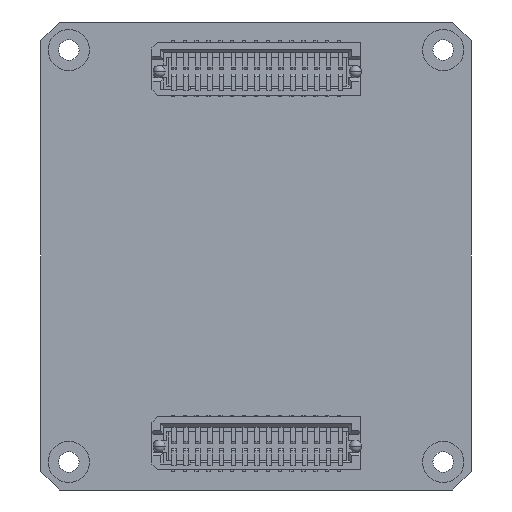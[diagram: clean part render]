
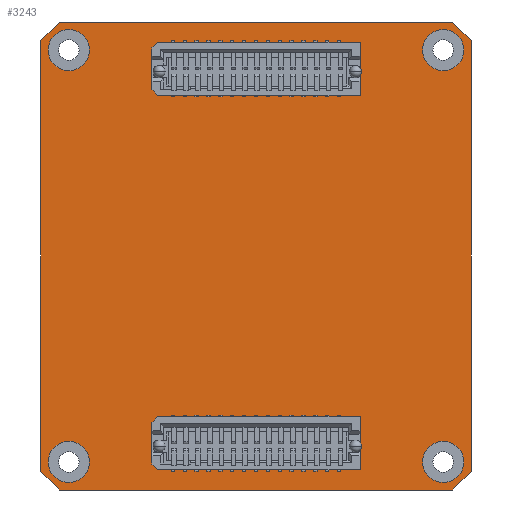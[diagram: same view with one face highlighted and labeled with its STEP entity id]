
A CAD part, front view. The second image highlights one B-rep face of the part: STEP entity #3243.
In plain terms, the highlighted planar face has unit normal (0, -1, 0).
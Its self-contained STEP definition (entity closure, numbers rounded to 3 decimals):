
#57 = VERTEX_POINT ( 'NONE', #34984 ) ;
#313 = CARTESIAN_POINT ( 'NONE',  ( -13.845, 16.012, 0. ) ) ;
#505 = CIRCLE ( 'NONE', #36546, 2.2 ) ;
#708 = VERTEX_POINT ( 'NONE', #26777 ) ;
#764 = EDGE_CURVE ( 'NONE', #708, #17133, #9390, .T. ) ;
#829 = VECTOR ( 'NONE', #10308, 1000. ) ;
#1048 = CIRCLE ( 'NONE', #6478, 2.2 ) ;
#1289 = FACE_BOUND ( 'NONE', #23827, .T. ) ;
#1590 = CARTESIAN_POINT ( 'NONE',  ( -10.845, 16.012, 14.979 ) ) ;
#1609 = CARTESIAN_POINT ( 'NONE',  ( 29.155, 16.012, 56.779 ) ) ;
#1879 = DIRECTION ( 'NONE',  ( 0., 1., 0. ) ) ;
#1948 = EDGE_CURVE ( 'NONE', #35140, #17195, #25362, .T. ) ;
#1959 = EDGE_LOOP ( 'NONE', ( #26246, #9901 ) ) ;
#2399 = EDGE_CURVE ( 'NONE', #35662, #18317, #505, .T. ) ;
#2662 = VERTEX_POINT ( 'NONE', #21787 ) ;
#3243 = ADVANCED_FACE ( 'NONE', ( #35220, #29042, #33030, #1289, #18244 ), #25234, .F. ) ;
#3293 = VECTOR ( 'NONE', #32401, 1000. ) ;
#3745 = CARTESIAN_POINT ( 'NONE',  ( 29.155, 16.012, 14.979 ) ) ;
#4449 = LINE ( 'NONE', #24428, #829 ) ;
#4655 = CARTESIAN_POINT ( 'NONE',  ( -13.845, 16.012, 13.979 ) ) ;
#4692 = EDGE_LOOP ( 'NONE', ( #35943, #6404 ) ) ;
#5070 = ORIENTED_EDGE ( 'NONE', *, *, #764, .T. ) ;
#5279 = LINE ( 'NONE', #313, #16249 ) ;
#5497 = EDGE_CURVE ( 'NONE', #17133, #708, #12384, .T. ) ;
#5813 = ORIENTED_EDGE ( 'NONE', *, *, #15617, .T. ) ;
#6060 = EDGE_CURVE ( 'NONE', #20468, #36268, #30265, .T. ) ;
#6263 = AXIS2_PLACEMENT_3D ( 'NONE', #1590, #18849, #7993 ) ;
#6352 = CIRCLE ( 'NONE', #23608, 2.2 ) ;
#6404 = ORIENTED_EDGE ( 'NONE', *, *, #2399, .T. ) ;
#6478 = AXIS2_PLACEMENT_3D ( 'NONE', #6839, #33049, #30357 ) ;
#6839 = CARTESIAN_POINT ( 'NONE',  ( -10.845, 16.012, 58.979 ) ) ;
#6957 = EDGE_CURVE ( 'NONE', #36468, #35611, #5279, .T. ) ;
#7724 = EDGE_CURVE ( 'NONE', #21970, #37872, #35946, .T. ) ;
#7993 = DIRECTION ( 'NONE',  ( 0., 0., 1. ) ) ;
#8485 = DIRECTION ( 'NONE',  ( 0., 0., 1. ) ) ;
#8539 = EDGE_CURVE ( 'NONE', #35611, #2662, #30767, .T. ) ;
#8876 = EDGE_CURVE ( 'NONE', #20468, #37872, #24290, .T. ) ;
#9390 = CIRCLE ( 'NONE', #6263, 2.2 ) ;
#9839 = CIRCLE ( 'NONE', #32709, 2.2 ) ;
#9901 = ORIENTED_EDGE ( 'NONE', *, *, #1948, .T. ) ;
#10157 = CARTESIAN_POINT ( 'NONE',  ( 32.155, 16.012, 59.979 ) ) ;
#10308 = DIRECTION ( 'NONE',  ( 0.707, 0., 0.707 ) ) ;
#10854 = ORIENTED_EDGE ( 'NONE', *, *, #7724, .F. ) ;
#11423 = VECTOR ( 'NONE', #25428, 1000. ) ;
#11546 = CARTESIAN_POINT ( 'NONE',  ( 0., 16.012, 11.979 ) ) ;
#11786 = CARTESIAN_POINT ( 'NONE',  ( -11.845, 16.012, 61.979 ) ) ;
#12384 = CIRCLE ( 'NONE', #30818, 2.2 ) ;
#12972 = AXIS2_PLACEMENT_3D ( 'NONE', #3745, #21562, #19208 ) ;
#13024 = EDGE_LOOP ( 'NONE', ( #14709, #35497, #10854, #15687, #26601, #29423, #24452, #17699 ) ) ;
#13650 = CARTESIAN_POINT ( 'NONE',  ( -10.845, 16.012, 14.979 ) ) ;
#14245 = DIRECTION ( 'NONE',  ( 0., 1., 0. ) ) ;
#14606 = CARTESIAN_POINT ( 'NONE',  ( 29.155, 16.012, 61.179 ) ) ;
#14709 = ORIENTED_EDGE ( 'NONE', *, *, #6060, .F. ) ;
#15377 = EDGE_CURVE ( 'NONE', #17195, #35140, #33761, .T. ) ;
#15617 = EDGE_CURVE ( 'NONE', #29355, #57, #9839, .T. ) ;
#15687 = ORIENTED_EDGE ( 'NONE', *, *, #16914, .T. ) ;
#15937 = CARTESIAN_POINT ( 'NONE',  ( 29.155, 16.012, 58.979 ) ) ;
#16249 = VECTOR ( 'NONE', #32019, 1000. ) ;
#16914 = EDGE_CURVE ( 'NONE', #21970, #36468, #29018, .T. ) ;
#17133 = VERTEX_POINT ( 'NONE', #34402 ) ;
#17195 = VERTEX_POINT ( 'NONE', #37942 ) ;
#17202 = DIRECTION ( 'NONE',  ( 0., 0., -1. ) ) ;
#17699 = ORIENTED_EDGE ( 'NONE', *, *, #37084, .T. ) ;
#17936 = LINE ( 'NONE', #11546, #3293 ) ;
#18244 = FACE_OUTER_BOUND ( 'NONE', #13024, .T. ) ;
#18317 = VERTEX_POINT ( 'NONE', #14606 ) ;
#18523 = CARTESIAN_POINT ( 'NONE',  ( -13.845, 16.012, 59.979 ) ) ;
#18645 = CARTESIAN_POINT ( 'NONE',  ( 29.155, 16.012, 12.779 ) ) ;
#18849 = DIRECTION ( 'NONE',  ( 0., 1., 0. ) ) ;
#19123 = VERTEX_POINT ( 'NONE', #24717 ) ;
#19208 = DIRECTION ( 'NONE',  ( 0., 0., 1. ) ) ;
#19388 = CARTESIAN_POINT ( 'NONE',  ( 0., 16.012, 0. ) ) ;
#19569 = CARTESIAN_POINT ( 'NONE',  ( -10.845, 16.012, 58.979 ) ) ;
#19923 = EDGE_CURVE ( 'NONE', #57, #29355, #1048, .T. ) ;
#20138 = DIRECTION ( 'NONE',  ( 0.707, 0., -0.707 ) ) ;
#20226 = CARTESIAN_POINT ( 'NONE',  ( 30.155, 16.012, 61.979 ) ) ;
#20265 = AXIS2_PLACEMENT_3D ( 'NONE', #21745, #24574, #24319 ) ;
#20468 = VERTEX_POINT ( 'NONE', #35416 ) ;
#20663 = DIRECTION ( 'NONE',  ( -0.707, 0., -0.707 ) ) ;
#21562 = DIRECTION ( 'NONE',  ( 0., 1., 0. ) ) ;
#21745 = CARTESIAN_POINT ( 'NONE',  ( 29.155, 16.012, 14.979 ) ) ;
#21787 = CARTESIAN_POINT ( 'NONE',  ( -11.845, 16.012, 11.979 ) ) ;
#21970 = VERTEX_POINT ( 'NONE', #11786 ) ;
#22421 = CARTESIAN_POINT ( 'NONE',  ( -10.845, 16.012, 56.779 ) ) ;
#22518 = DIRECTION ( 'NONE',  ( 0., 0., 1. ) ) ;
#22579 = DIRECTION ( 'NONE',  ( 0., 1., 0. ) ) ;
#23510 = CARTESIAN_POINT ( 'NONE',  ( -13.845, 16.012, 13.979 ) ) ;
#23608 = AXIS2_PLACEMENT_3D ( 'NONE', #15937, #24579, #27573 ) ;
#23827 = EDGE_LOOP ( 'NONE', ( #33731, #5813 ) ) ;
#24290 = LINE ( 'NONE', #10157, #11423 ) ;
#24319 = DIRECTION ( 'NONE',  ( 0., 0., 1. ) ) ;
#24428 = CARTESIAN_POINT ( 'NONE',  ( 30.155, 16.012, 11.979 ) ) ;
#24452 = ORIENTED_EDGE ( 'NONE', *, *, #35873, .T. ) ;
#24574 = DIRECTION ( 'NONE',  ( 0., 1., 0. ) ) ;
#24579 = DIRECTION ( 'NONE',  ( 0., 1., 0. ) ) ;
#24609 = CARTESIAN_POINT ( 'NONE',  ( 0., 16.012, 61.979 ) ) ;
#24717 = CARTESIAN_POINT ( 'NONE',  ( 30.155, 16.012, 11.979 ) ) ;
#25234 = PLANE ( 'NONE',  #32828 ) ;
#25362 = CIRCLE ( 'NONE', #20265, 2.2 ) ;
#25428 = DIRECTION ( 'NONE',  ( -0.707, 0., 0.707 ) ) ;
#25789 = EDGE_LOOP ( 'NONE', ( #38075, #5070 ) ) ;
#26246 = ORIENTED_EDGE ( 'NONE', *, *, #15377, .T. ) ;
#26570 = CARTESIAN_POINT ( 'NONE',  ( 32.155, 16.012, 13.979 ) ) ;
#26601 = ORIENTED_EDGE ( 'NONE', *, *, #6957, .T. ) ;
#26777 = CARTESIAN_POINT ( 'NONE',  ( -10.845, 16.012, 12.779 ) ) ;
#27573 = DIRECTION ( 'NONE',  ( 0., 0., 1. ) ) ;
#27970 = EDGE_CURVE ( 'NONE', #18317, #35662, #6352, .T. ) ;
#27991 = DIRECTION ( 'NONE',  ( 1., 0., 0. ) ) ;
#28494 = VECTOR ( 'NONE', #20138, 1000. ) ;
#28704 = CARTESIAN_POINT ( 'NONE',  ( 32.155, 16.012, 0. ) ) ;
#29018 = LINE ( 'NONE', #35328, #31274 ) ;
#29042 = FACE_BOUND ( 'NONE', #1959, .T. ) ;
#29355 = VERTEX_POINT ( 'NONE', #22421 ) ;
#29423 = ORIENTED_EDGE ( 'NONE', *, *, #8539, .T. ) ;
#30265 = LINE ( 'NONE', #28704, #37550 ) ;
#30357 = DIRECTION ( 'NONE',  ( 0., 0., 1. ) ) ;
#30767 = LINE ( 'NONE', #23510, #28494 ) ;
#30818 = AXIS2_PLACEMENT_3D ( 'NONE', #13650, #37267, #34251 ) ;
#31274 = VECTOR ( 'NONE', #20663, 1000. ) ;
#31604 = DIRECTION ( 'NONE',  ( 0., 0., 1. ) ) ;
#31915 = CARTESIAN_POINT ( 'NONE',  ( 29.155, 16.012, 58.979 ) ) ;
#32019 = DIRECTION ( 'NONE',  ( 0., 0., -1. ) ) ;
#32308 = VECTOR ( 'NONE', #27991, 1000. ) ;
#32401 = DIRECTION ( 'NONE',  ( 1., 0., 0. ) ) ;
#32709 = AXIS2_PLACEMENT_3D ( 'NONE', #19569, #22579, #31604 ) ;
#32828 = AXIS2_PLACEMENT_3D ( 'NONE', #19388, #1879, #22518 ) ;
#33030 = FACE_BOUND ( 'NONE', #25789, .T. ) ;
#33049 = DIRECTION ( 'NONE',  ( 0., 1., 0. ) ) ;
#33731 = ORIENTED_EDGE ( 'NONE', *, *, #19923, .T. ) ;
#33761 = CIRCLE ( 'NONE', #12972, 2.2 ) ;
#34251 = DIRECTION ( 'NONE',  ( 0., 0., 1. ) ) ;
#34402 = CARTESIAN_POINT ( 'NONE',  ( -10.845, 16.012, 17.179 ) ) ;
#34984 = CARTESIAN_POINT ( 'NONE',  ( -10.845, 16.012, 61.179 ) ) ;
#35140 = VERTEX_POINT ( 'NONE', #18645 ) ;
#35220 = FACE_BOUND ( 'NONE', #4692, .T. ) ;
#35328 = CARTESIAN_POINT ( 'NONE',  ( -11.845, 16.012, 61.979 ) ) ;
#35416 = CARTESIAN_POINT ( 'NONE',  ( 32.155, 16.012, 59.979 ) ) ;
#35497 = ORIENTED_EDGE ( 'NONE', *, *, #8876, .T. ) ;
#35611 = VERTEX_POINT ( 'NONE', #4655 ) ;
#35662 = VERTEX_POINT ( 'NONE', #1609 ) ;
#35873 = EDGE_CURVE ( 'NONE', #2662, #19123, #17936, .T. ) ;
#35943 = ORIENTED_EDGE ( 'NONE', *, *, #27970, .T. ) ;
#35946 = LINE ( 'NONE', #24609, #32308 ) ;
#36268 = VERTEX_POINT ( 'NONE', #26570 ) ;
#36468 = VERTEX_POINT ( 'NONE', #18523 ) ;
#36546 = AXIS2_PLACEMENT_3D ( 'NONE', #31915, #14245, #8485 ) ;
#37084 = EDGE_CURVE ( 'NONE', #19123, #36268, #4449, .T. ) ;
#37267 = DIRECTION ( 'NONE',  ( 0., 1., 0. ) ) ;
#37550 = VECTOR ( 'NONE', #17202, 1000. ) ;
#37872 = VERTEX_POINT ( 'NONE', #20226 ) ;
#37942 = CARTESIAN_POINT ( 'NONE',  ( 29.155, 16.012, 17.179 ) ) ;
#38075 = ORIENTED_EDGE ( 'NONE', *, *, #5497, .T. ) ;
